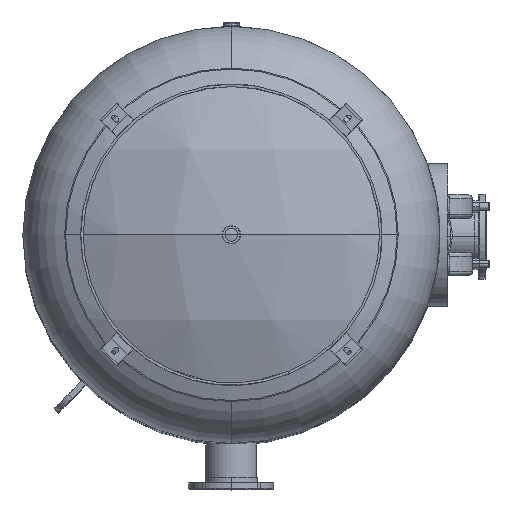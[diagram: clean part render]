
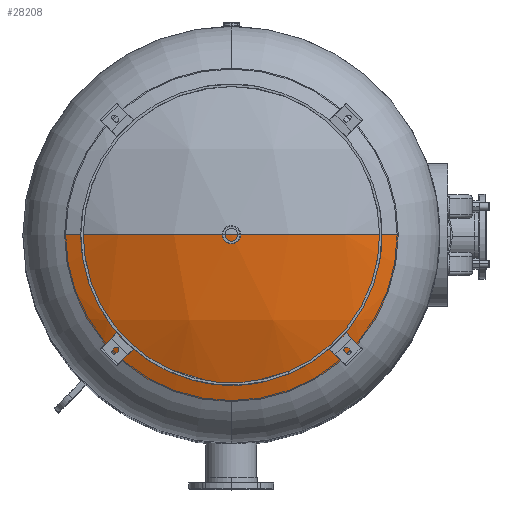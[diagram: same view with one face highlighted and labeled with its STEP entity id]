
A CAD part, top view. The second image highlights one B-rep face of the part: STEP entity #28208.
In plain terms, the highlighted spherical face has radius 1234.44 mm.
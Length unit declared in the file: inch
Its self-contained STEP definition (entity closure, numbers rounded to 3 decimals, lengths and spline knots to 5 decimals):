
#28 = DIRECTION ( 'NONE',  ( 0., -1., 0. ) ) ;
#786 = CIRCLE ( 'NONE', #20070, 48.6 ) ;
#1106 = ORIENTED_EDGE ( 'NONE', *, *, #27537, .F. ) ;
#1462 = DIRECTION ( 'NONE',  ( 0., 1., 0. ) ) ;
#3773 = CARTESIAN_POINT ( 'NONE',  ( 0., 0., 68.4625 ) ) ;
#4089 = ORIENTED_EDGE ( 'NONE', *, *, #27818, .T. ) ;
#5607 = DIRECTION ( 'NONE',  ( 0., -1., 0. ) ) ;
#5652 = ORIENTED_EDGE ( 'NONE', *, *, #15038, .F. ) ;
#5996 = CARTESIAN_POINT ( 'NONE',  ( 21.6, 0., 111.99869 ) ) ;
#6163 = VERTEX_POINT ( 'NONE', #15669 ) ;
#6346 = EDGE_CURVE ( 'NONE', #27616, #26780, #17279, .T. ) ;
#7369 = DIRECTION ( 'NONE',  ( 0., 0., -1. ) ) ;
#7603 = EDGE_LOOP ( 'NONE', ( #20009, #4089, #1106, #5652 ) ) ;
#7821 = AXIS2_PLACEMENT_3D ( 'NONE', #26796, #7369, #26931 ) ;
#7920 = SPHERICAL_SURFACE ( 'NONE', #21038, 48.6 ) ;
#8266 = CIRCLE ( 'NONE', #7821, 21.6 ) ;
#8519 = CARTESIAN_POINT ( 'NONE',  ( 0., -21.6, 111.99869 ) ) ;
#12322 = FACE_OUTER_BOUND ( 'NONE', #7603, .T. ) ;
#13229 = CARTESIAN_POINT ( 'NONE',  ( 0., 0., 68.4625 ) ) ;
#14260 = DIRECTION ( 'NONE',  ( 0., 0., -1. ) ) ;
#15038 = EDGE_CURVE ( 'NONE', #26780, #27966, #8266, .T. ) ;
#15669 = CARTESIAN_POINT ( 'NONE',  ( -21.6, 0., 111.99869 ) ) ;
#16413 = CARTESIAN_POINT ( 'NONE',  ( 0., 0., 117.0625 ) ) ;
#16487 = CARTESIAN_POINT ( 'NONE',  ( 0., 0., 68.4625 ) ) ;
#17279 = CIRCLE ( 'NONE', #23767, 48.6 ) ;
#20009 = ORIENTED_EDGE ( 'NONE', *, *, #6346, .F. ) ;
#20070 = AXIS2_PLACEMENT_3D ( 'NONE', #13229, #28, #24223 ) ;
#20602 = DIRECTION ( 'NONE',  ( 0., 1., 0. ) ) ;
#21038 = AXIS2_PLACEMENT_3D ( 'NONE', #16487, #5607, #23464 ) ;
#21046 = CARTESIAN_POINT ( 'NONE',  ( 0., 0., 111.99869 ) ) ;
#22918 = DIRECTION ( 'NONE',  ( 0., 0., 1. ) ) ;
#23464 = DIRECTION ( 'NONE',  ( 1., 0., 0. ) ) ;
#23767 = AXIS2_PLACEMENT_3D ( 'NONE', #3773, #1462, #22918 ) ;
#24223 = DIRECTION ( 'NONE',  ( 0., 0., -1. ) ) ;
#26590 = CIRCLE ( 'NONE', #28439, 21.6 ) ;
#26780 = VERTEX_POINT ( 'NONE', #5996 ) ;
#26796 = CARTESIAN_POINT ( 'NONE',  ( 0., 0., 111.99869 ) ) ;
#26931 = DIRECTION ( 'NONE',  ( 0., 1., 0. ) ) ;
#27537 = EDGE_CURVE ( 'NONE', #27966, #6163, #26590, .T. ) ;
#27616 = VERTEX_POINT ( 'NONE', #16413 ) ;
#27818 = EDGE_CURVE ( 'NONE', #27616, #6163, #786, .T. ) ;
#27966 = VERTEX_POINT ( 'NONE', #8519 ) ;
#28208 = ADVANCED_FACE ( 'NONE', ( #12322 ), #7920, .T. ) ;
#28439 = AXIS2_PLACEMENT_3D ( 'NONE', #21046, #14260, #20602 ) ;
